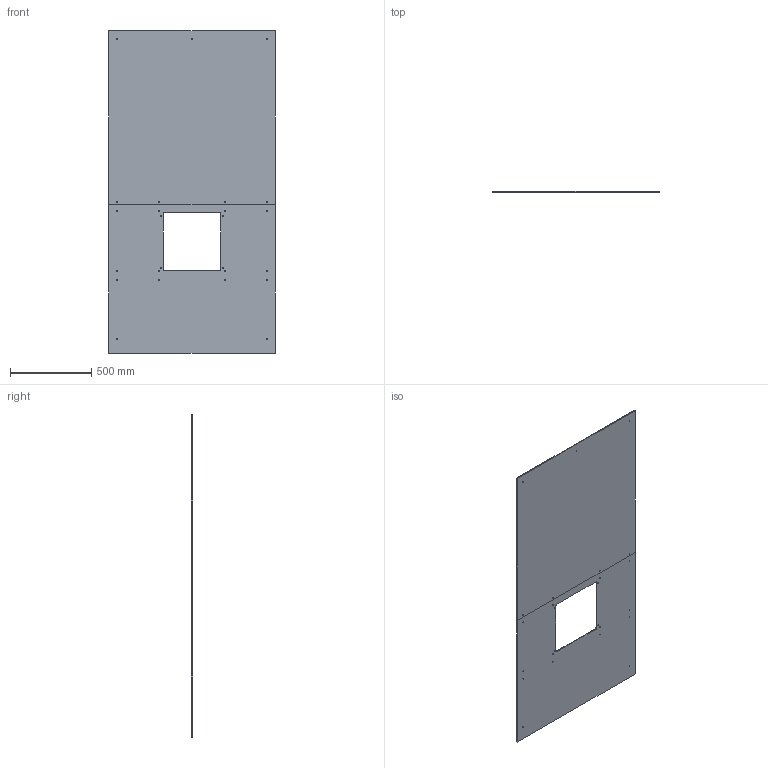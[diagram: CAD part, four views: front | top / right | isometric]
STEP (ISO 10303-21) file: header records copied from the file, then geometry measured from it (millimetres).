
FILE_DESCRIPTION(/* description */ (''),/* implementation_level */ '2;1');
FILE_NAME(/* name */ 'GE-18004_Blue.ipt.stp',/* time_stamp */ '2018-01-01T11:15:39-08:00',/* author */ ('PhillipD'),/* organization */ (''),/* preprocessor_version */ 'ST-DEVELOPER v16.13',/* originating_system */ 'Autodesk Inventor 2018',/* authorisation */ '');
FILE_SCHEMA (('AUTOMOTIVE_DESIGN { 1 0 10303 214 3 1 1 }'));
Length unit declared in the file: inch
Products named in the file (1): GE-18004_Blue
Bounding box: 1022.35 x 6.35 x 1981.2 mm (x, y, z)
Volume: 12054023 mm3; surface area: 3859801.6 mm2
Topology: 2 solids, 2 shells, 45 faces, 123 edges, 82 vertices
Faces by surface type: cylinder 29, plane 16
Full cylindrical faces by diameter (mm): 6.35 x25
Entity records: 1490 total; most frequent: DIRECTION 248, CARTESIAN_POINT 226, ORIENTED_EDGE 196, EDGE_LOOP 122, AXIS2_PLACEMENT_3D 104, EDGE_CURVE 98, VERTEX_POINT 82, FACE_BOUND 77
